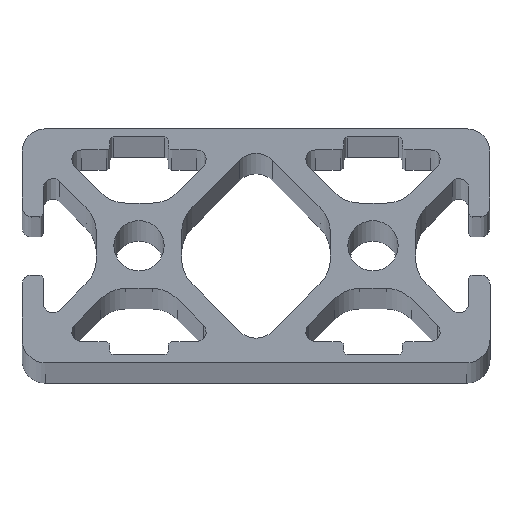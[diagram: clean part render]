
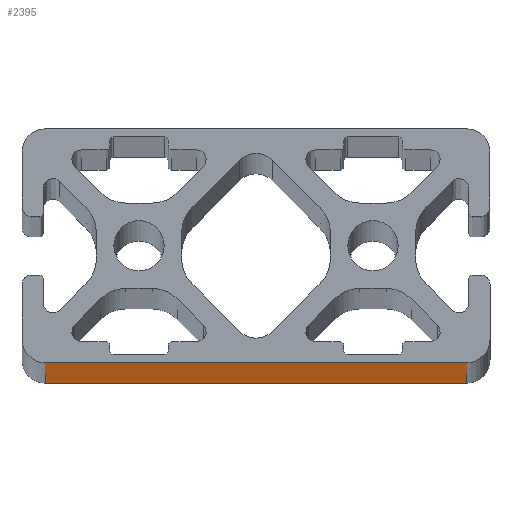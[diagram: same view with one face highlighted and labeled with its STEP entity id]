
A CAD part, top view. The second image highlights one B-rep face of the part: STEP entity #2395.
In plain terms, the highlighted planar face has unit normal (0, -1, 0).
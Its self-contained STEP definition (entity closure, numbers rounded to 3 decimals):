
#325=FACE_OUTER_BOUND($,#445,.T.);
#445=EDGE_LOOP($,(#1969,#1970,#1971,#1972));
#689=LINE($,#4043,#921);
#690=LINE($,#4046,#922);
#691=LINE($,#4048,#923);
#692=LINE($,#4049,#924);
#921=VECTOR($,#3330,1000.);
#922=VECTOR($,#3333,36.);
#923=VECTOR($,#3334,36.);
#924=VECTOR($,#3335,1000.);
#1157=VERTEX_POINT($,#4039);
#1158=VERTEX_POINT($,#4041);
#1159=VERTEX_POINT($,#4045);
#1160=VERTEX_POINT($,#4047);
#1505=EDGE_CURVE($,#1157,#1158,#689,.T.);
#1506=EDGE_CURVE($,#1159,#1157,#690,.T.);
#1507=EDGE_CURVE($,#1160,#1158,#691,.T.);
#1508=EDGE_CURVE($,#1159,#1160,#692,.T.);
#1969=ORIENTED_EDGE($,*,*,#1506,.T.);
#1970=ORIENTED_EDGE($,*,*,#1505,.T.);
#1971=ORIENTED_EDGE($,*,*,#1507,.F.);
#1972=ORIENTED_EDGE($,*,*,#1508,.F.);
#2277=PLANE($,#2634);
#2395=ADVANCED_FACE($,(#325),#2277,.T.);
#2634=AXIS2_PLACEMENT_3D($,#4044,#3331,#3332);
#3330=DIRECTION($,(0.,0.,1.));
#3331=DIRECTION('center_axis',(0.,-1.,0.));
#3332=DIRECTION('ref_axis',(1.,0.,0.));
#3333=DIRECTION($,(1.,0.,0.));
#3334=DIRECTION($,(1.,0.,0.));
#3335=DIRECTION($,(0.,0.,1.));
#4039=CARTESIAN_POINT('',(38.,0.,0.));
#4041=CARTESIAN_POINT('',(38.,0.,1000.));
#4043=CARTESIAN_POINT($,(38.,0.,0.));
#4044=CARTESIAN_POINT('Origin',(2.,0.,0.));
#4045=CARTESIAN_POINT('',(2.,0.,0.));
#4046=CARTESIAN_POINT($,(2.,0.,0.));
#4047=CARTESIAN_POINT('',(2.,0.,1000.));
#4048=CARTESIAN_POINT($,(2.,0.,1000.));
#4049=CARTESIAN_POINT($,(2.,0.,0.));
